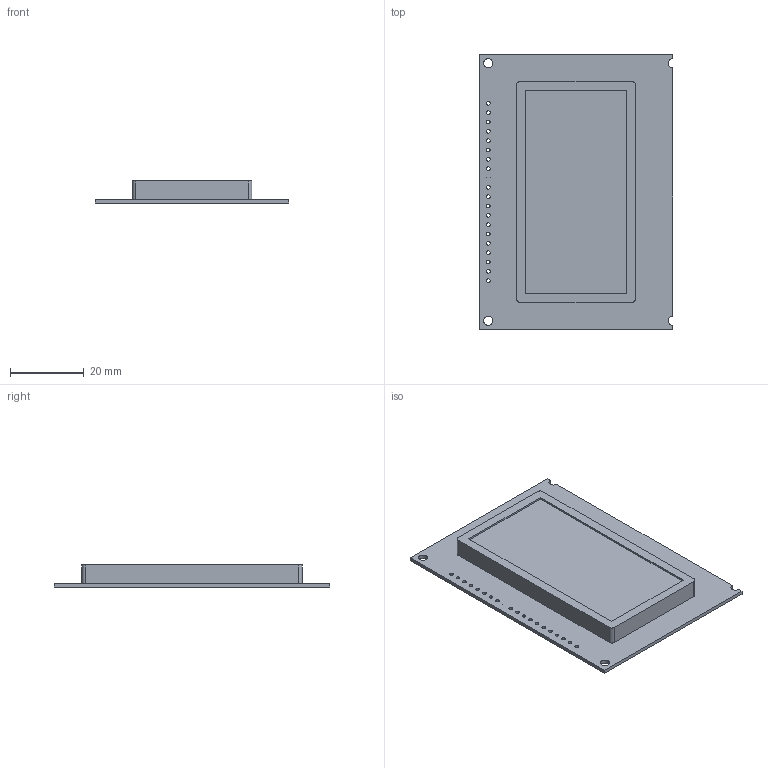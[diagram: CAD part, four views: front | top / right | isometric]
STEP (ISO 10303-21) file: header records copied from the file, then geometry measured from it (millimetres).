
FILE_DESCRIPTION(('FreeCAD Model'),'2;1');
FILE_NAME('Fusion001.step','2017-06-30T18:48:01',('kicad StepUp'),('ksu MCAD'), 'Open CASCADE STEP processor 7.1','FreeCAD','Unknown');
FILE_SCHEMA(('AUTOMOTIVE_DESIGN { 1 0 10303 214 1 1 1 1 }'));
Length unit declared in the file: millimetre
Products named in the file (1): Fusion001
Bounding box: 52.7 x 75 x 6 mm (x, y, z)
Volume: 12911 mm3; surface area: 9181.4 mm2
Topology: 1 solids, 1 shells, 47 faces, 128 edges, 84 vertices
Faces by surface type: cylinder 29, plane 18
Full cylindrical faces by diameter (mm): 1 x21, 2.5 x2
Entity records: 1947 total; most frequent: DIRECTION 282, CARTESIAN_POINT 260, ORIENTED_EDGE 258, EDGE_CURVE 128, AXIS2_PLACEMENT_3D 106, FACE_BOUND 95, EDGE_LOOP 95, VERTEX_POINT 84
